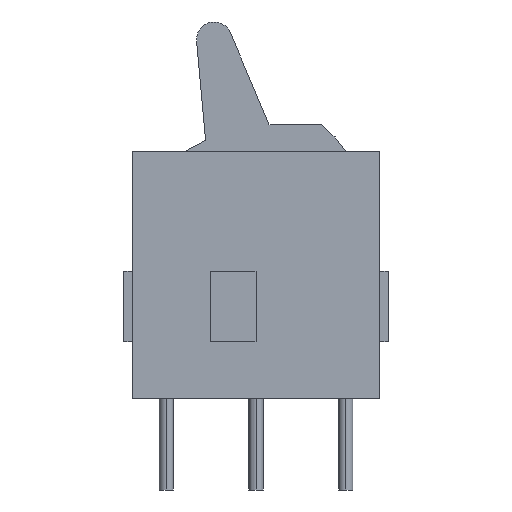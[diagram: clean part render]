
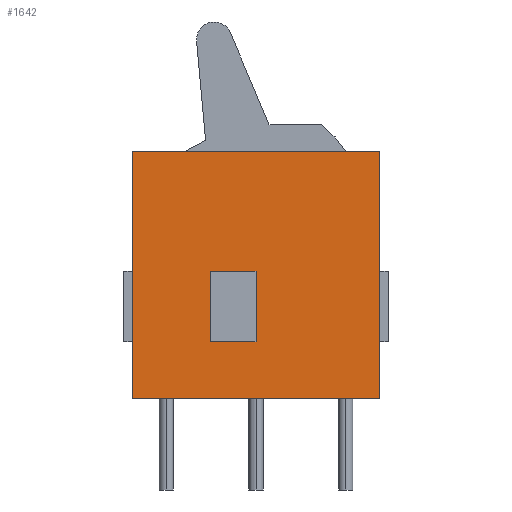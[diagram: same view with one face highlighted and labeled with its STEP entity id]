
A CAD part, left-side view. The second image highlights one B-rep face of the part: STEP entity #1642.
In plain terms, the highlighted free-form (B-spline) face has degree [1, 1] with [2, 2] control points.
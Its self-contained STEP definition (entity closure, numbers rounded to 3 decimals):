
#1380=CARTESIAN_POINT('',(-1.9,3.5,0.0));
#1381=VERTEX_POINT('',#1380);
#1388=CARTESIAN_POINT('',(-1.9,3.5,7.0));
#1389=VERTEX_POINT('',#1388);
#1390=CARTESIAN_POINT('',(-1.9,3.5,7.0));
#1391=DIRECTION('',(0.0,0.0,-1.0));
#1392=VECTOR('',#1391,7.0);
#1393=LINE('',#1390,#1392);
#1394=EDGE_CURVE('',#1389,#1381,#1393,.T.);
#1442=CARTESIAN_POINT('',(-1.9,-3.5,7.));
#1443=VERTEX_POINT('',#1442);
#1450=CARTESIAN_POINT('',(-1.9,-3.5,0.));
#1451=VERTEX_POINT('',#1450);
#1452=CARTESIAN_POINT('',(-1.9,-3.5,0.));
#1453=DIRECTION('',(0.0,0.0,1.0));
#1454=VECTOR('',#1453,7.);
#1455=LINE('',#1452,#1454);
#1456=EDGE_CURVE('',#1451,#1443,#1455,.T.);
#1591=CARTESIAN_POINT('',(-1.9,-3.5,7.));
#1592=DIRECTION('',(0.0,1.0,0.0));
#1593=VECTOR('',#1592,7.0);
#1594=LINE('',#1591,#1593);
#1595=EDGE_CURVE('',#1443,#1389,#1594,.T.);
#1626=CARTESIAN_POINT('',(-1.9,-3.5,0.0));
#1627=CARTESIAN_POINT('',(-1.9,3.5,0.));
#1628=CARTESIAN_POINT('',(-1.9,-3.5,7.));
#1629=CARTESIAN_POINT('',(-1.9,3.5,7.));
#1630=B_SPLINE_SURFACE_WITH_KNOTS('',1,1,((#1626,#1628),(#1627,#1629)),.UNSPECIFIED.,.F.,.F.,.U.,(2,2),(2,2),(0.0,7.),(0.0,7.),.UNSPECIFIED.);
#1631=CARTESIAN_POINT('',(-1.9,-3.5,0.));
#1632=DIRECTION('',(0.0,1.0,0.0));
#1633=VECTOR('',#1632,7.0);
#1634=LINE('',#1631,#1633);
#1635=EDGE_CURVE('',#1451,#1381,#1634,.T.);
#1636=ORIENTED_EDGE('',*,*,#1635,.F.);
#1637=ORIENTED_EDGE('',*,*,#1456,.T.);
#1638=ORIENTED_EDGE('',*,*,#1595,.T.);
#1639=ORIENTED_EDGE('',*,*,#1394,.T.);
#1640=EDGE_LOOP('',(#1636,#1637,#1638,#1639));
#1641=FACE_OUTER_BOUND('',#1640,.T.);
#1642=ADVANCED_FACE('',(#1641),#1630,.F.);
